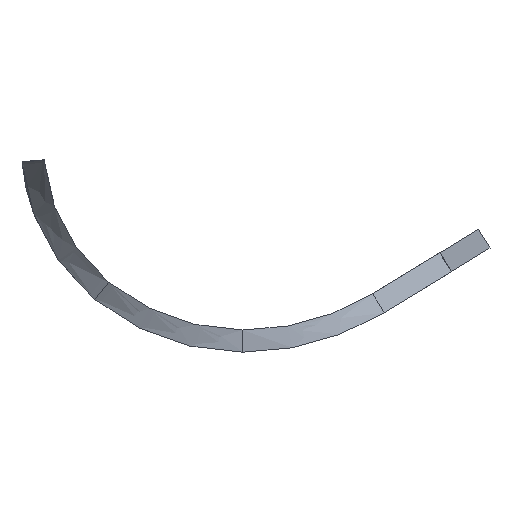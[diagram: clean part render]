
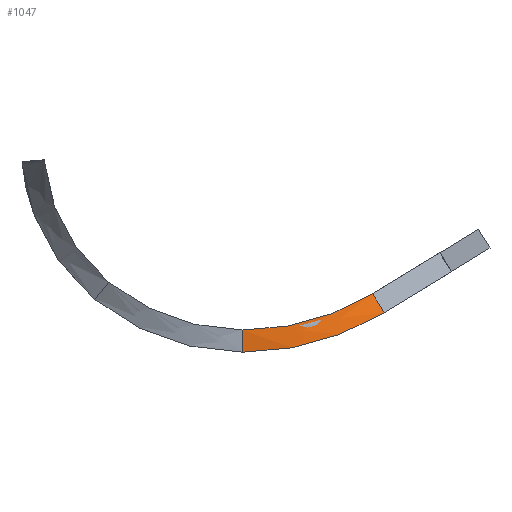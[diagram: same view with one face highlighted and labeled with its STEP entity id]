
A CAD part, top view. The second image highlights one B-rep face of the part: STEP entity #1047.
In plain terms, the highlighted free-form (B-spline) face has degree [3, 3] with [4, 6] control points.
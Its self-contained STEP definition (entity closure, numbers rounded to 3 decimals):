
#237=CARTESIAN_POINT('',(467.641,131.888,-651.5));
#238=VERTEX_POINT('',#237);
#350=CARTESIAN_POINT('',(509.441,63.677,-651.5));
#351=VERTEX_POINT('',#350);
#352=CARTESIAN_POINT('',(509.441,63.677,-651.5));
#353=DIRECTION('',(-0.522,0.853,0.0));
#354=VECTOR('',#353,80.0);
#355=LINE('',#352,#354);
#356=EDGE_CURVE('',#351,#238,#355,.T.);
#786=CARTESIAN_POINT('',(0.0,-80.0,0.0));
#787=VERTEX_POINT('',#786);
#865=CARTESIAN_POINT('',(0.0,0.0,0.0));
#866=VERTEX_POINT('',#865);
#918=CARTESIAN_POINT('',(0.0,0.0,0.0));
#919=DIRECTION('',(0.0,-1.0,0.0));
#920=VECTOR('',#919,80.0);
#921=LINE('',#918,#920);
#922=EDGE_CURVE('',#866,#787,#921,.T.);
#944=CARTESIAN_POINT('',(0.0,0.0,0.0));
#945=CARTESIAN_POINT('',(70.294,0.0,-93.071));
#946=CARTESIAN_POINT('',(187.444,13.873,-248.19));
#947=CARTESIAN_POINT('',(343.916,64.727,-465.357));
#948=CARTESIAN_POINT('',(427.684,107.403,-589.452));
#949=CARTESIAN_POINT('',(467.641,131.888,-651.5));
#950=B_SPLINE_CURVE_WITH_KNOTS('',3,(#944,#945,#946,#947,#948,#949),.UNSPECIFIED.,.F.,.U.,(4,1,1,4),(0.0,0.236,0.393,0.55),.UNSPECIFIED.);
#951=EDGE_CURVE('',#866,#238,#950,.T.);
#1002=CARTESIAN_POINT('',(0.0,-80.0,0.0));
#1003=CARTESIAN_POINT('',(76.577,-80.0,-93.071));
#1004=CARTESIAN_POINT('',(204.199,-64.887,-248.19));
#1005=CARTESIAN_POINT('',(374.657,-9.488,-465.357));
#1006=CARTESIAN_POINT('',(465.912,37.003,-589.452));
#1007=CARTESIAN_POINT('',(509.441,63.677,-651.5));
#1008=B_SPLINE_CURVE_WITH_KNOTS('',3,(#1002,#1003,#1004,#1005,#1006,#1007),.UNSPECIFIED.,.F.,.U.,(4,1,1,4),(0.0,0.236,0.393,0.55),.UNSPECIFIED.);
#1009=EDGE_CURVE('',#787,#351,#1008,.T.);
#1016=CARTESIAN_POINT('',(0.0,0.0,0.0));
#1017=CARTESIAN_POINT('',(0.0,-26.667,0.0));
#1018=CARTESIAN_POINT('',(0.0,-53.333,0.0));
#1019=CARTESIAN_POINT('',(0.0,-80.0,0.0));
#1020=CARTESIAN_POINT('',(70.294,0.0,-93.071));
#1021=CARTESIAN_POINT('',(72.388,-26.667,-93.071));
#1022=CARTESIAN_POINT('',(74.483,-53.333,-93.071));
#1023=CARTESIAN_POINT('',(76.577,-80.0,-93.071));
#1024=CARTESIAN_POINT('',(187.444,13.873,-248.19));
#1025=CARTESIAN_POINT('',(193.029,-12.38,-248.19));
#1026=CARTESIAN_POINT('',(198.614,-38.633,-248.19));
#1027=CARTESIAN_POINT('',(204.199,-64.887,-248.19));
#1028=CARTESIAN_POINT('',(343.916,64.727,-465.357));
#1029=CARTESIAN_POINT('',(354.163,39.989,-465.357));
#1030=CARTESIAN_POINT('',(364.41,15.25,-465.357));
#1031=CARTESIAN_POINT('',(374.657,-9.488,-465.357));
#1032=CARTESIAN_POINT('',(427.684,107.403,-589.452));
#1033=CARTESIAN_POINT('',(440.427,83.936,-589.452));
#1034=CARTESIAN_POINT('',(453.17,60.47,-589.452));
#1035=CARTESIAN_POINT('',(465.912,37.003,-589.452));
#1036=CARTESIAN_POINT('',(467.641,131.888,-651.5));
#1037=CARTESIAN_POINT('',(481.574,109.151,-651.5));
#1038=CARTESIAN_POINT('',(495.508,86.414,-651.5));
#1039=CARTESIAN_POINT('',(509.441,63.677,-651.5));
#1040=B_SPLINE_SURFACE_WITH_KNOTS('',3,3,((#1016,#1020,#1024,#1028,#1032,#1036),(#1017,#1021,#1025,#1029,#1033,#1037),(#1018,#1022,#1026,#1030,#1034,#1038),(#1019,#1023,#1027,#1031,#1035,#1039)),.UNSPECIFIED.,.F.,.F.,.F.,(4,4),(4,1,1,4),(0.0,8.0),(0.0,0.236,0.393,0.55),.UNSPECIFIED.);
#1041=ORIENTED_EDGE('',*,*,#356,.T.);
#1042=ORIENTED_EDGE('',*,*,#951,.F.);
#1043=ORIENTED_EDGE('',*,*,#922,.T.);
#1044=ORIENTED_EDGE('',*,*,#1009,.T.);
#1045=EDGE_LOOP('',(#1041,#1042,#1043,#1044));
#1046=FACE_OUTER_BOUND('',#1045,.T.);
#1047=ADVANCED_FACE('',(#1046),#1040,.T.);
